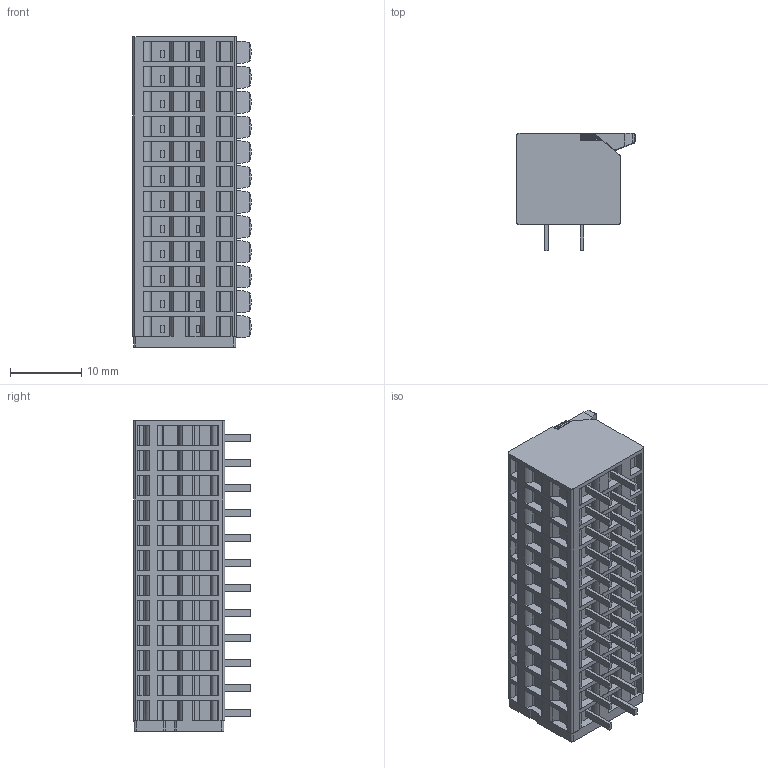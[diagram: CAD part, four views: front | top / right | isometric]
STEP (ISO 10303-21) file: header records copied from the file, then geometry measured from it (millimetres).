
FILE_DESCRIPTION(/* description */ ('STEP AP214'),/* implementation_level */ '2;1');
FILE_NAME(/* name */ '2601-1112',/* time_stamp */ '2024-03-27T20:20:43+01:00',/* author */ ('License CC BY-ND 4.0'),/* organization */ ('CADENAS'),/* preprocessor_version */ 'ST-DEVELOPER v19.3',/* originating_system */ 'PARTsolutions',/* authorisation */ ' ');
FILE_SCHEMA (('AUTOMOTIVE_DESIGN {1 0 10303 214 3 1 1}'));
Length unit declared in the file: millimetre
Products named in the file (1): 2601-1112
Bounding box: 16.58 x 16.35 x 43.5 mm (x, y, z)
Volume: 7115.3 mm3; surface area: 5615.6 mm2
Topology: 1 solids, 1 shells, 1588 faces, 4414 edges, 2919 vertices
Faces by surface type: plane 961, cylinder 615, cone 12
Entity records: 62042 total; most frequent: CARTESIAN_POINT 9213, ORIENTED_EDGE 8828, DIRECTION 8669, EDGE_CURVE 4414, LINE 3143, VECTOR 3143, VERTEX_POINT 2919, AXIS2_PLACEMENT_3D 2763
